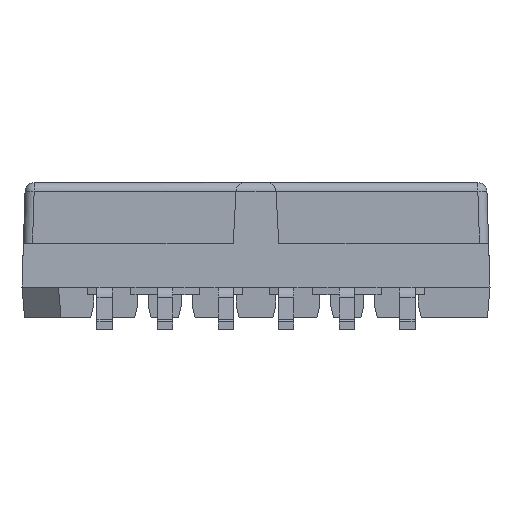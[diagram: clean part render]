
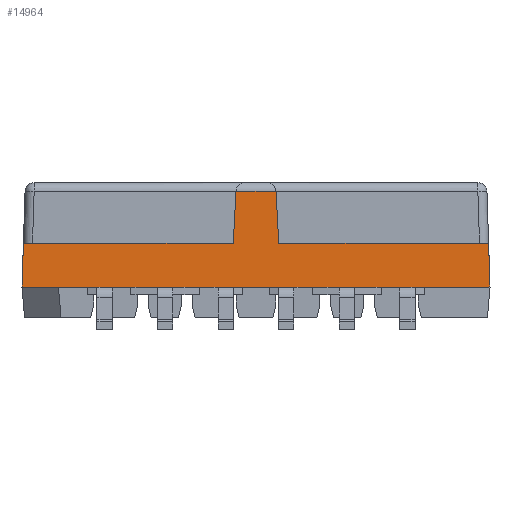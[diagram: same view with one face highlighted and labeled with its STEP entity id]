
A CAD part, left-side view. The second image highlights one B-rep face of the part: STEP entity #14964.
In plain terms, the highlighted face is planar.
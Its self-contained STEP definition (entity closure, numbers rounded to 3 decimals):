
#865=LINE('',#21757,#1991);
#903=LINE('',#21832,#2029);
#1086=LINE('',#22306,#2212);
#1087=LINE('',#22308,#2213);
#1088=LINE('',#22310,#2214);
#1089=LINE('',#22312,#2215);
#1090=LINE('',#22314,#2216);
#1091=LINE('',#22315,#2217);
#1092=LINE('',#22317,#2218);
#1093=LINE('',#22319,#2219);
#1094=LINE('',#22320,#2220);
#1095=LINE('',#22321,#2221);
#1096=LINE('',#22323,#2222);
#1097=LINE('',#22325,#2223);
#1098=LINE('',#22327,#2224);
#1099=LINE('',#22329,#2225);
#1100=LINE('',#22330,#2226);
#1101=LINE('',#22331,#2227);
#1102=LINE('',#22333,#2228);
#1103=LINE('',#22335,#2229);
#1991=VECTOR('',#16990,1000.);
#2029=VECTOR('',#17046,1000.);
#2212=VECTOR('',#17523,1000.);
#2213=VECTOR('',#17526,1000.);
#2214=VECTOR('',#17527,1000.);
#2215=VECTOR('',#17528,1000.);
#2216=VECTOR('',#17529,1000.);
#2217=VECTOR('',#17530,1000.);
#2218=VECTOR('',#17531,1000.);
#2219=VECTOR('',#17532,1000.);
#2220=VECTOR('',#17533,1000.);
#2221=VECTOR('',#17534,1000.);
#2222=VECTOR('',#17535,1000.);
#2223=VECTOR('',#17536,1000.);
#2224=VECTOR('',#17537,1000.);
#2225=VECTOR('',#17538,1000.);
#2226=VECTOR('',#17539,1000.);
#2227=VECTOR('',#17540,1000.);
#2228=VECTOR('',#17541,1000.);
#2229=VECTOR('',#17542,1000.);
#4420=ORIENTED_EDGE('',*,*,#6868,.T.);
#4421=ORIENTED_EDGE('',*,*,#6869,.F.);
#4422=ORIENTED_EDGE('',*,*,#6870,.T.);
#4423=ORIENTED_EDGE('',*,*,#6871,.F.);
#4424=ORIENTED_EDGE('',*,*,#6636,.F.);
#4425=ORIENTED_EDGE('',*,*,#6872,.T.);
#4426=ORIENTED_EDGE('',*,*,#6873,.T.);
#4427=ORIENTED_EDGE('',*,*,#6874,.T.);
#4428=ORIENTED_EDGE('',*,*,#6875,.T.);
#4429=ORIENTED_EDGE('',*,*,#6876,.T.);
#4430=ORIENTED_EDGE('',*,*,#6877,.T.);
#4431=ORIENTED_EDGE('',*,*,#6878,.T.);
#4432=ORIENTED_EDGE('',*,*,#6879,.T.);
#4433=ORIENTED_EDGE('',*,*,#6880,.T.);
#4434=ORIENTED_EDGE('',*,*,#6881,.T.);
#4435=ORIENTED_EDGE('',*,*,#6882,.T.);
#4436=ORIENTED_EDGE('',*,*,#6883,.T.);
#4437=ORIENTED_EDGE('',*,*,#6884,.T.);
#4438=ORIENTED_EDGE('',*,*,#6598,.T.);
#4439=ORIENTED_EDGE('',*,*,#6867,.F.);
#6598=EDGE_CURVE('',#7951,#7950,#865,.T.);
#6636=EDGE_CURVE('',#7978,#7973,#903,.T.);
#6867=EDGE_CURVE('',#8106,#7950,#1086,.T.);
#6868=EDGE_CURVE('',#8106,#8107,#1087,.T.);
#6869=EDGE_CURVE('',#8108,#8107,#1088,.T.);
#6870=EDGE_CURVE('',#8108,#8109,#1089,.T.);
#6871=EDGE_CURVE('',#7973,#8109,#1090,.T.);
#6872=EDGE_CURVE('',#7978,#8110,#1091,.T.);
#6873=EDGE_CURVE('',#8110,#8111,#1092,.T.);
#6874=EDGE_CURVE('',#8111,#8047,#1093,.T.);
#6875=EDGE_CURVE('',#8047,#8055,#1094,.T.);
#6876=EDGE_CURVE('',#8055,#8112,#1095,.T.);
#6877=EDGE_CURVE('',#8112,#8113,#1096,.T.);
#6878=EDGE_CURVE('',#8113,#8114,#1097,.T.);
#6879=EDGE_CURVE('',#8114,#8115,#1098,.T.);
#6880=EDGE_CURVE('',#8115,#8020,#1099,.T.);
#6881=EDGE_CURVE('',#8020,#8008,#1100,.T.);
#6882=EDGE_CURVE('',#8008,#8116,#1101,.T.);
#6883=EDGE_CURVE('',#8116,#8117,#1102,.T.);
#6884=EDGE_CURVE('',#8117,#7951,#1103,.T.);
#7950=VERTEX_POINT('',#21756);
#7951=VERTEX_POINT('',#21758);
#7973=VERTEX_POINT('',#21821);
#7978=VERTEX_POINT('',#21831);
#8008=VERTEX_POINT('',#21953);
#8020=VERTEX_POINT('',#21989);
#8047=VERTEX_POINT('',#22086);
#8055=VERTEX_POINT('',#22109);
#8106=VERTEX_POINT('',#22305);
#8107=VERTEX_POINT('',#22309);
#8108=VERTEX_POINT('',#22311);
#8109=VERTEX_POINT('',#22313);
#8110=VERTEX_POINT('',#22316);
#8111=VERTEX_POINT('',#22318);
#8112=VERTEX_POINT('',#22322);
#8113=VERTEX_POINT('',#22324);
#8114=VERTEX_POINT('',#22326);
#8115=VERTEX_POINT('',#22328);
#8116=VERTEX_POINT('',#22332);
#8117=VERTEX_POINT('',#22334);
#9053=EDGE_LOOP('',(#4420,#4421,#4422,#4423,#4424,#4425,#4426,#4427,#4428,
#4429,#4430,#4431,#4432,#4433,#4434,#4435,#4436,#4437,#4438,#4439));
#9683=FACE_BOUND('',#9053,.T.);
#10240=PLANE('',#15603);
#14964=ADVANCED_FACE('',(#9683),#10240,.F.);
#15603=AXIS2_PLACEMENT_3D('',#22307,#17524,#17525);
#16990=DIRECTION('',(-0.028,-0.032,0.999));
#17046=DIRECTION('',(-0.028,0.032,0.999));
#17523=DIRECTION('',(0.,1.,0.));
#17524=DIRECTION('',(-1.,0.,-0.028));
#17525=DIRECTION('',(-0.028,0.,1.));
#17526=DIRECTION('',(-0.028,-0.052,0.998));
#17527=DIRECTION('',(0.,1.,0.));
#17528=DIRECTION('',(0.028,-0.052,-0.998));
#17529=DIRECTION('',(0.,1.,0.));
#17530=DIRECTION('',(0.,1.,0.));
#17531=DIRECTION('',(0.,1.,0.));
#17532=DIRECTION('',(0.,1.,0.));
#17533=DIRECTION('',(0.,1.,0.));
#17534=DIRECTION('',(0.,1.,0.));
#17535=DIRECTION('',(0.,1.,0.));
#17536=DIRECTION('',(0.,1.,0.));
#17537=DIRECTION('',(0.,1.,0.));
#17538=DIRECTION('',(0.,1.,0.));
#17539=DIRECTION('',(0.,1.,0.));
#17540=DIRECTION('',(0.,1.,0.));
#17541=DIRECTION('',(0.,1.,0.));
#17542=DIRECTION('',(0.,1.,0.));
#21756=CARTESIAN_POINT('',(12.22,7.679,1.45));
#21757=CARTESIAN_POINT('',(12.246,7.709,0.492));
#21758=CARTESIAN_POINT('',(12.26,7.725,0.));
#21821=CARTESIAN_POINT('',(12.22,-7.679,1.45));
#21831=CARTESIAN_POINT('',(12.26,-7.725,0.));
#21832=CARTESIAN_POINT('',(12.26,-7.725,0.));
#21953=CARTESIAN_POINT('',(12.26,4.13,0.));
#21989=CARTESIAN_POINT('',(12.26,1.87,0.));
#22086=CARTESIAN_POINT('',(12.26,-4.13,0.));
#22109=CARTESIAN_POINT('',(12.26,-1.87,0.));
#22305=CARTESIAN_POINT('',(12.22,0.75,1.45));
#22306=CARTESIAN_POINT('',(12.22,-7.725,1.45));
#22307=CARTESIAN_POINT('',(12.26,-7.725,0.));
#22308=CARTESIAN_POINT('',(12.22,0.75,1.456));
#22309=CARTESIAN_POINT('',(12.173,0.66,3.158));
#22310=CARTESIAN_POINT('',(12.173,-7.725,3.158));
#22311=CARTESIAN_POINT('',(12.173,-0.66,3.158));
#22312=CARTESIAN_POINT('',(12.22,-0.75,1.456));
#22313=CARTESIAN_POINT('',(12.22,-0.75,1.45));
#22314=CARTESIAN_POINT('',(12.22,-7.725,1.45));
#22315=CARTESIAN_POINT('',(12.26,-7.725,0.));
#22316=CARTESIAN_POINT('',(12.26,-5.55,0.));
#22317=CARTESIAN_POINT('',(12.26,-7.725,0.));
#22318=CARTESIAN_POINT('',(12.26,-4.75,0.));
#22319=CARTESIAN_POINT('',(12.26,-7.725,0.));
#22320=CARTESIAN_POINT('',(12.26,-7.725,0.));
#22321=CARTESIAN_POINT('',(12.26,-7.725,0.));
#22322=CARTESIAN_POINT('',(12.26,-1.25,0.));
#22323=CARTESIAN_POINT('',(12.26,-7.725,0.));
#22324=CARTESIAN_POINT('',(12.26,-0.45,0.));
#22325=CARTESIAN_POINT('',(12.26,-7.725,0.));
#22326=CARTESIAN_POINT('',(12.26,0.45,0.));
#22327=CARTESIAN_POINT('',(12.26,-7.725,0.));
#22328=CARTESIAN_POINT('',(12.26,1.25,0.));
#22329=CARTESIAN_POINT('',(12.26,-7.725,0.));
#22330=CARTESIAN_POINT('',(12.26,-7.725,0.));
#22331=CARTESIAN_POINT('',(12.26,-7.725,0.));
#22332=CARTESIAN_POINT('',(12.26,4.75,0.));
#22333=CARTESIAN_POINT('',(12.26,-7.725,0.));
#22334=CARTESIAN_POINT('',(12.26,5.55,0.));
#22335=CARTESIAN_POINT('',(12.26,-7.725,0.));
